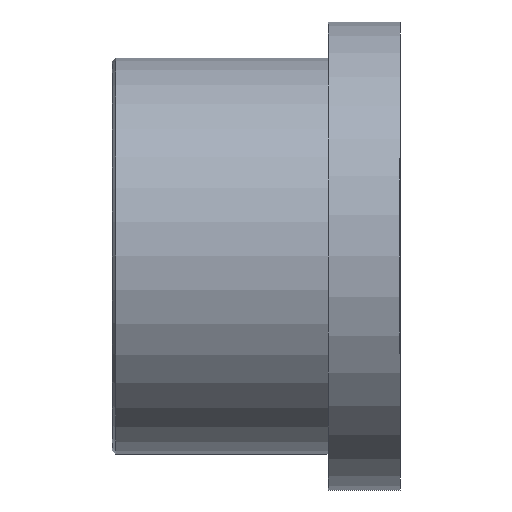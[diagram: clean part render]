
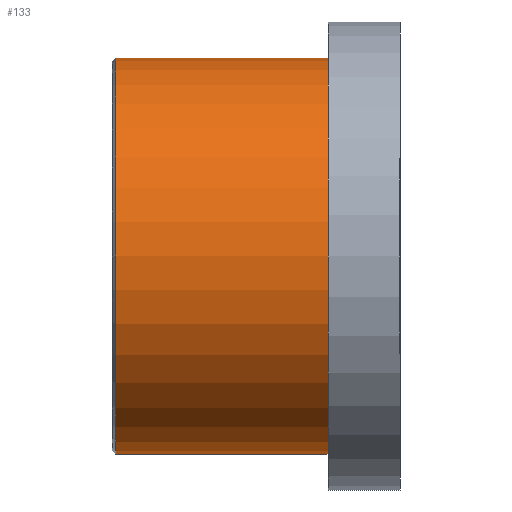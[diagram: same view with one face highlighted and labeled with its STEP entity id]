
A CAD part, left-side view. The second image highlights one B-rep face of the part: STEP entity #133.
In plain terms, the highlighted cylindrical face has radius 27.5 mm (diameter 55 mm), a full revolution.
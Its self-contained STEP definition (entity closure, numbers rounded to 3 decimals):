
#22=CYLINDRICAL_SURFACE('',#158,27.5);
#27=FACE_OUTER_BOUND('',#36,.T.);
#36=EDGE_LOOP('',(#101,#102,#103,#104));
#48=LINE('',#234,#53);
#53=VECTOR('',#187,27.5);
#58=CIRCLE('',#157,27.5);
#59=CIRCLE('',#159,27.5);
#70=VERTEX_POINT('',#229);
#71=VERTEX_POINT('',#233);
#82=EDGE_CURVE('',#70,#70,#58,.T.);
#83=EDGE_CURVE('',#70,#71,#48,.T.);
#84=EDGE_CURVE('',#71,#71,#59,.T.);
#101=ORIENTED_EDGE('',*,*,#82,.F.);
#102=ORIENTED_EDGE('',*,*,#83,.T.);
#103=ORIENTED_EDGE('',*,*,#84,.T.);
#104=ORIENTED_EDGE('',*,*,#83,.F.);
#133=ADVANCED_FACE('',(#27),#22,.T.);
#157=AXIS2_PLACEMENT_3D('',#231,#183,#184);
#158=AXIS2_PLACEMENT_3D('',#232,#185,#186);
#159=AXIS2_PLACEMENT_3D('',#235,#188,#189);
#183=DIRECTION('center_axis',(0.,1.,0.));
#184=DIRECTION('ref_axis',(-1.,0.,0.));
#185=DIRECTION('center_axis',(0.,1.,0.));
#186=DIRECTION('ref_axis',(-1.,0.,0.));
#187=DIRECTION('',(0.,-1.,0.));
#188=DIRECTION('center_axis',(0.,1.,0.));
#189=DIRECTION('ref_axis',(-1.,0.,0.));
#229=CARTESIAN_POINT('',(27.5,39.5,0.));
#231=CARTESIAN_POINT('Origin',(0.,39.5,0.));
#232=CARTESIAN_POINT('Origin',(0.,10.,0.));
#233=CARTESIAN_POINT('',(27.5,10.,0.));
#234=CARTESIAN_POINT('',(27.5,10.,0.));
#235=CARTESIAN_POINT('Origin',(0.,10.,0.));
